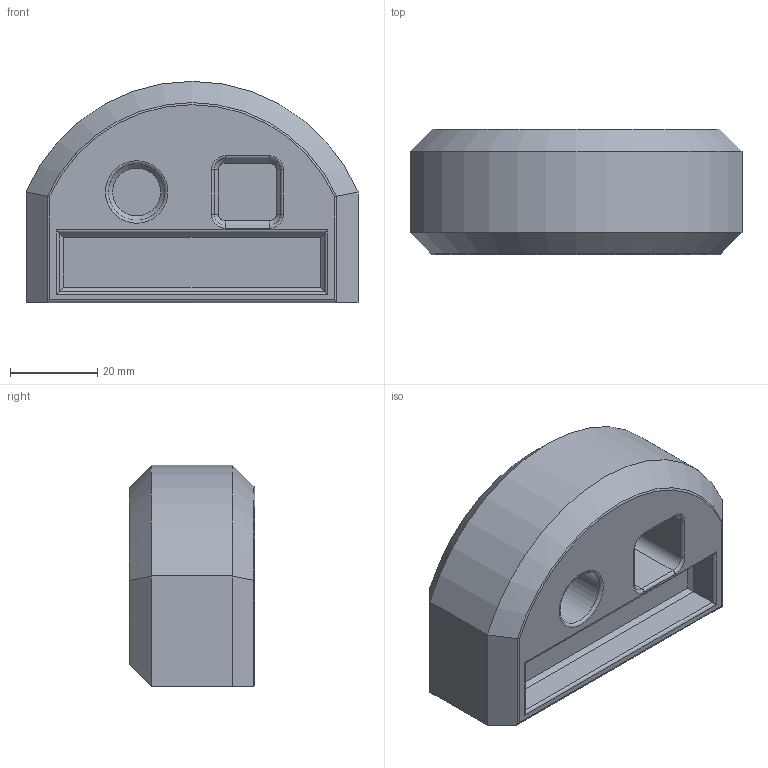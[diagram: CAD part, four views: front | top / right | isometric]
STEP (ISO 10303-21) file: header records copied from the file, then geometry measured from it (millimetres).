
FILE_DESCRIPTION(/* description */ ('STEP AP242','CAx-IF Rec.Pracs.---Representation and Presentation of Product Manufacturing Information (PMI)---4.0---2014-10-13','CAx-IF Rec.Pracs.---3D Tessellated Geometry---0.4---2014-09-14','2;1'),/* implementation_level */ '2;1');
FILE_NAME(/* name */ '66ae895877c5d924e9d543a1',/* time_stamp */ '2024-08-03T19:47:36Z',/* author */ (''),/* organization */ (''),/* preprocessor_version */ 'ST-DEVELOPER v20',/* originating_system */ ' ',/* authorisation */ ' ');
FILE_SCHEMA (('AP242_MANAGED_MODEL_BASED_3D_ENGINEERING_MIM_LF { 1 0 10303 442 1 1 4 }'));
Length unit declared in the file: metre
Products named in the file (1): Part 1
Bounding box: 76.2 x 28.76 x 50.8 mm (x, y, z)
Volume: 76023.4 mm3; surface area: 15292.2 mm2
Topology: 1 solids, 1 shells, 59 faces, 128 edges, 74 vertices
Faces by surface type: plane 29, cylinder 17, cone 7, torus 6
Full cylindrical faces by diameter (mm): 13 x1
Entity records: 1584 total; most frequent: DIRECTION 280, CARTESIAN_POINT 277, ORIENTED_EDGE 250, EDGE_CURVE 125, AXIS2_PLACEMENT_3D 101, LINE 78, VECTOR 78, VERTEX_POINT 74
